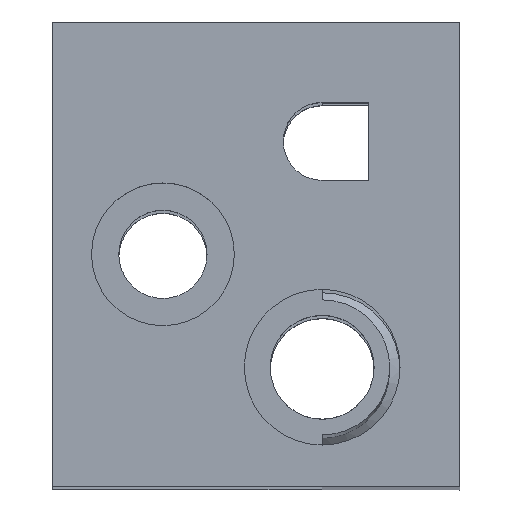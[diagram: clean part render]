
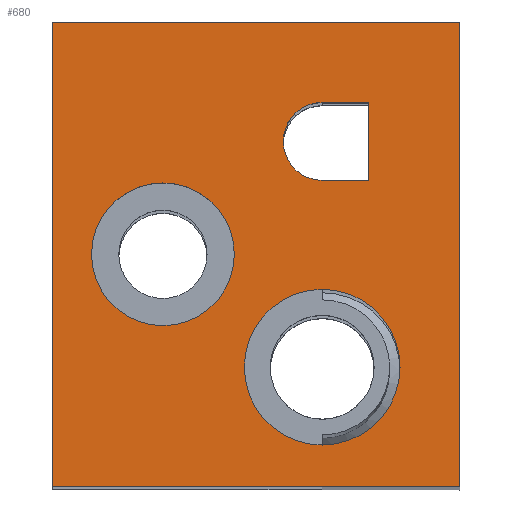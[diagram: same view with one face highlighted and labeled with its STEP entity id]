
A CAD part, top view. The second image highlights one B-rep face of the part: STEP entity #680.
In plain terms, the highlighted planar face has unit normal (0, 0, 1).
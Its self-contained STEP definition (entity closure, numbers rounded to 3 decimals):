
#38=FACE_BOUND('',#139,.T.);
#39=FACE_BOUND('',#140,.T.);
#40=FACE_BOUND('',#141,.T.);
#59=CIRCLE('',#745,2.75);
#60=CIRCLE('',#747,1.5);
#62=CIRCLE('',#751,3.);
#92=FACE_OUTER_BOUND('',#138,.T.);
#138=EDGE_LOOP('',(#592,#593,#594,#595));
#139=EDGE_LOOP('',(#596));
#140=EDGE_LOOP('',(#597,#598,#599,#600));
#141=EDGE_LOOP('',(#601));
#189=LINE('',#1051,#260);
#193=LINE('',#1060,#264);
#198=LINE('',#1071,#269);
#206=LINE('',#1100,#277);
#210=LINE('',#1109,#281);
#213=LINE('',#1121,#284);
#214=LINE('',#1122,#285);
#260=VECTOR('',#853,10.);
#264=VECTOR('',#861,10.);
#269=VECTOR('',#870,10.);
#277=VECTOR('',#898,10.);
#281=VECTOR('',#910,10.);
#284=VECTOR('',#927,10.);
#285=VECTOR('',#928,10.);
#324=VERTEX_POINT('',#1044);
#326=VERTEX_POINT('',#1049);
#328=VERTEX_POINT('',#1057);
#329=VERTEX_POINT('',#1059);
#332=VERTEX_POINT('',#1066);
#333=VERTEX_POINT('',#1069);
#343=VERTEX_POINT('',#1097);
#344=VERTEX_POINT('',#1099);
#346=VERTEX_POINT('',#1111);
#348=VERTEX_POINT('',#1123);
#401=EDGE_CURVE('',#326,#324,#189,.T.);
#405=EDGE_CURVE('',#328,#329,#193,.T.);
#411=EDGE_CURVE('',#333,#332,#198,.T.);
#425=EDGE_CURVE('',#343,#344,#206,.T.);
#430=EDGE_CURVE('',#324,#333,#210,.T.);
#431=EDGE_CURVE('',#346,#346,#59,.T.);
#433=EDGE_CURVE('',#326,#332,#60,.T.);
#436=EDGE_CURVE('',#329,#343,#213,.T.);
#437=EDGE_CURVE('',#344,#328,#214,.T.);
#438=EDGE_CURVE('',#348,#348,#62,.T.);
#592=ORIENTED_EDGE('',*,*,#436,.F.);
#593=ORIENTED_EDGE('',*,*,#405,.F.);
#594=ORIENTED_EDGE('',*,*,#437,.F.);
#595=ORIENTED_EDGE('',*,*,#425,.F.);
#596=ORIENTED_EDGE('',*,*,#431,.F.);
#597=ORIENTED_EDGE('',*,*,#433,.T.);
#598=ORIENTED_EDGE('',*,*,#411,.F.);
#599=ORIENTED_EDGE('',*,*,#430,.F.);
#600=ORIENTED_EDGE('',*,*,#401,.F.);
#601=ORIENTED_EDGE('',*,*,#438,.T.);
#647=PLANE('',#750);
#680=ADVANCED_FACE('',(#92,#38,#39,#40),#647,.F.);
#745=AXIS2_PLACEMENT_3D('',#1112,#913,#914);
#747=AXIS2_PLACEMENT_3D('',#1115,#918,#919);
#750=AXIS2_PLACEMENT_3D('',#1120,#925,#926);
#751=AXIS2_PLACEMENT_3D('',#1124,#929,#930);
#853=DIRECTION('',(1.,0.,0.));
#861=DIRECTION('',(0.,-1.,0.));
#870=DIRECTION('',(-1.,0.,0.));
#898=DIRECTION('',(0.,1.,0.));
#910=DIRECTION('',(0.,1.,0.));
#913=DIRECTION('center_axis',(0.,0.,
1.));
#914=DIRECTION('ref_axis',(0.,1.,0.));
#918=DIRECTION('center_axis',(0.,0.,
-1.));
#919=DIRECTION('ref_axis',(0.,1.,0.));
#925=DIRECTION('center_axis',(0.,0.,
-1.));
#926=DIRECTION('ref_axis',(0.,1.,0.));
#927=DIRECTION('',(-1.,0.,0.));
#928=DIRECTION('',(1.,0.,0.));
#929=DIRECTION('center_axis',(0.,0.,
-1.));
#930=DIRECTION('ref_axis',(0.,1.,0.));
#1044=CARTESIAN_POINT('',(1.299,110.219,105.217));
#1049=CARTESIAN_POINT('',(-0.501,110.219,105.217));
#1051=CARTESIAN_POINT('',(-3.101,110.219,105.217));
#1057=CARTESIAN_POINT('',(4.799,116.319,105.217));
#1059=CARTESIAN_POINT('',(4.799,98.419,105.217));
#1060=CARTESIAN_POINT('',(4.799,109.549,105.217));
#1066=CARTESIAN_POINT('',(-0.501,113.219,105.217));
#1069=CARTESIAN_POINT('',(1.299,113.219,105.217));
#1071=CARTESIAN_POINT('',(0.299,113.219,105.217));
#1097=CARTESIAN_POINT('',(-10.901,98.419,105.217));
#1099=CARTESIAN_POINT('',(-10.901,116.319,105.217));
#1100=CARTESIAN_POINT('',(-10.901,98.419,105.217));
#1109=CARTESIAN_POINT('',(1.299,110.219,105.217));
#1111=CARTESIAN_POINT('',(-6.638,104.619,105.217));
#1112=CARTESIAN_POINT('Origin',(-6.638,107.369,105.217));
#1115=CARTESIAN_POINT('Origin',(-0.501,111.719,105.217));
#1120=CARTESIAN_POINT('Origin',(-3.638,107.369,105.217));
#1121=CARTESIAN_POINT('',(3.625,98.419,105.217));
#1122=CARTESIAN_POINT('',(-10.901,116.319,105.217));
#1123=CARTESIAN_POINT('',(-0.501,100.019,105.217));
#1124=CARTESIAN_POINT('Origin',(-0.501,103.019,105.217));
